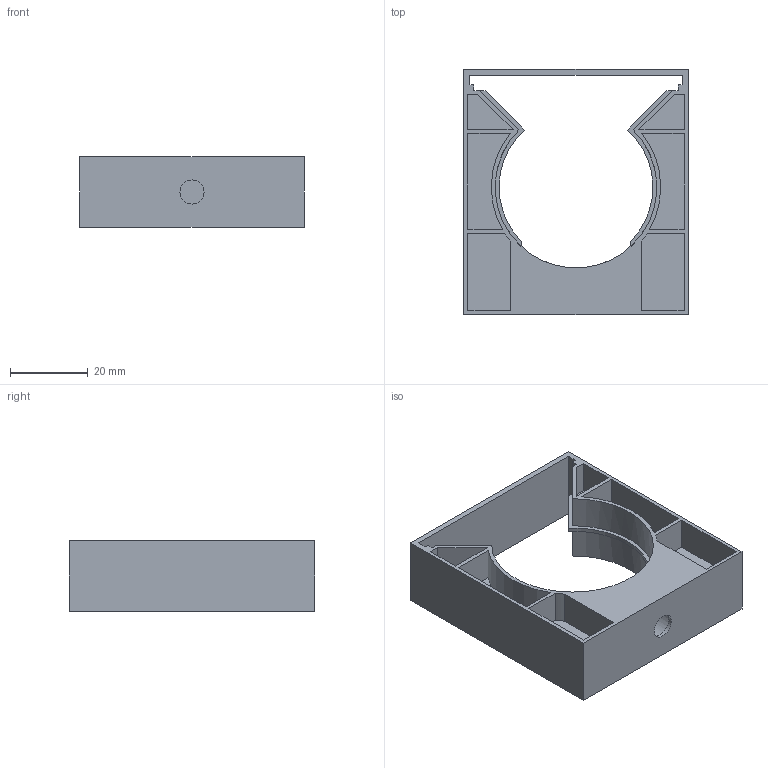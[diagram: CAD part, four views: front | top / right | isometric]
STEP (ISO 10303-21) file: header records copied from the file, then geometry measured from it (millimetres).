
FILE_DESCRIPTION((''),'2;1');
FILE_NAME('NSYCPTS37','2015-07-01T',('sesa6369'),('Schneider-Electric'),'PRO/ENGINEER BY PARAMETRIC TECHNOLOGY CORPORATION, 2011410','PRO/ENGINEER BY PARAMETRIC TECHNOLOGY CORPORATION, 2011410','');
FILE_SCHEMA(('CONFIG_CONTROL_DESIGN'));
Length unit declared in the file: millimetre
Products named in the file (1): NSYCPTS37
Bounding box: 57.5 x 63 x 18 mm (x, y, z)
Volume: 15402.1 mm3; surface area: 17619.6 mm2
Topology: 1 solids, 1 shells, 99 faces, 252 edges, 168 vertices
Faces by surface type: plane 84, cylinder 15
Entity records: 3034 total; most frequent: CARTESIAN_POINT 553, ORIENTED_EDGE 504, DIRECTION 480, EDGE_CURVE 252, VECTOR 218, LINE 218, VERTEX_POINT 168, AXIS2_PLACEMENT_3D 131
